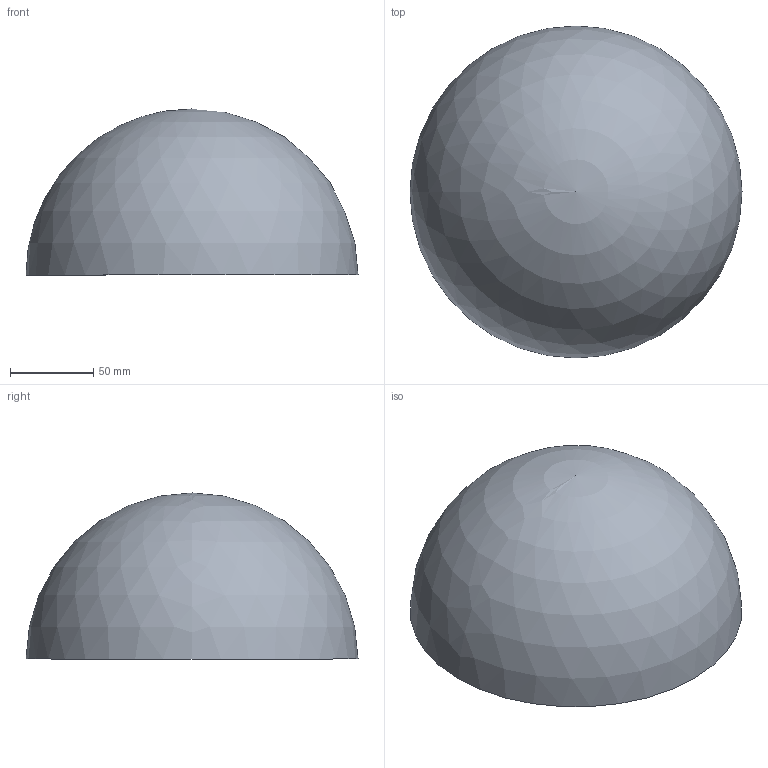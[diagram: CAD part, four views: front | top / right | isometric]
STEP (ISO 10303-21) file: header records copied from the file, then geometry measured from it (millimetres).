
FILE_DESCRIPTION (( 'STEP AP203' ), '1' );
FILE_NAME ('620200.step', '2020-07-15T11:52:16', ( '' ), ( '' ), 'SwSTEP 2.0', 'SolidWorks 2018', '' );
FILE_SCHEMA (( 'CONFIG_CONTROL_DESIGN' ));
Length unit declared in the file: millimetre
Products named in the file (1): 620200
Bounding box: 200 x 200 x 100 mm (x, y, z)
Volume: 123167.1 mm3; surface area: 124423.6 mm2
Topology: 1 solids, 1 shells, 189 faces, 503 edges, 336 vertices
Faces by surface type: bspline 96, plane 70, sphere 23
Entity records: 10148 total; most frequent: CARTESIAN_POINT 5899, ORIENTED_EDGE 998, DIRECTION 637, EDGE_CURVE 499, VERTEX_POINT 334, AXIS2_PLACEMENT_3D 236, EDGE_LOOP 211, B_SPLINE_CURVE_WITH_KNOTS 192
